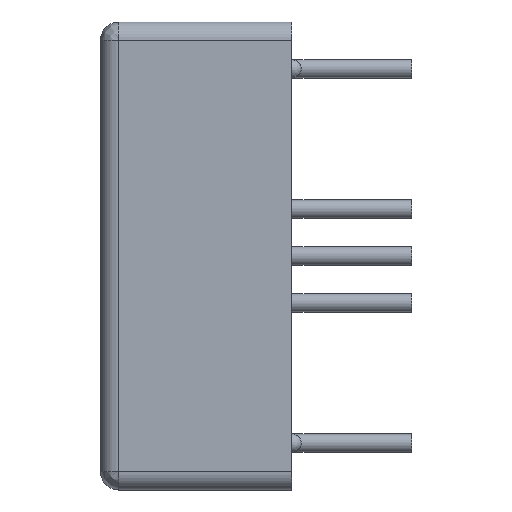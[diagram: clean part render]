
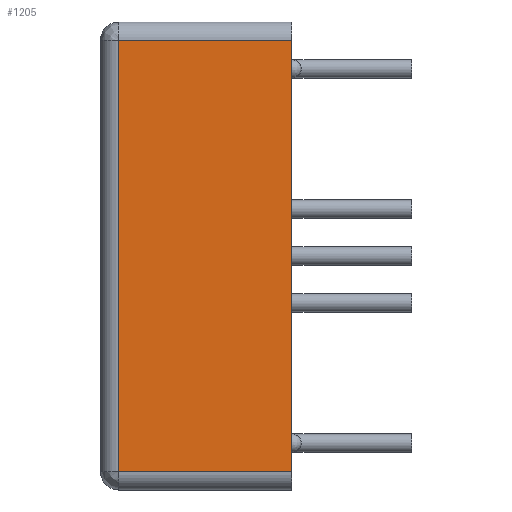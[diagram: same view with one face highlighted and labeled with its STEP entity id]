
A CAD part, left-side view. The second image highlights one B-rep face of the part: STEP entity #1205.
In plain terms, the highlighted planar face has unit normal (-1, 0, 0).
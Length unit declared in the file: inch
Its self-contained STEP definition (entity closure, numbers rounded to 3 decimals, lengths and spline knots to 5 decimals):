
#5 = VERTEX_POINT ( 'NONE', #948 ) ;
#8 = EDGE_CURVE ( 'NONE', #698, #639, #563, .T. ) ;
#118 = EDGE_LOOP ( 'NONE', ( #564, #649, #204, #449 ) ) ;
#122 = LINE ( 'NONE', #576, #583 ) ;
#135 = CARTESIAN_POINT ( 'NONE',  ( 0., 0.37008, 0.96063 ) ) ;
#204 = ORIENTED_EDGE ( 'NONE', *, *, #586, .F. ) ;
#233 = CARTESIAN_POINT ( 'NONE',  ( 0., 0., 0.96063 ) ) ;
#254 = PLANE ( 'NONE',  #663 ) ;
#292 = DIRECTION ( 'NONE',  ( 0., 0., 1. ) ) ;
#293 = LINE ( 'NONE', #480, #765 ) ;
#315 = FACE_OUTER_BOUND ( 'NONE', #118, .T. ) ;
#319 = VECTOR ( 'NONE', #803, 39.37008 ) ;
#356 = DIRECTION ( 'NONE',  ( 0., 0., -1. ) ) ;
#449 = ORIENTED_EDGE ( 'NONE', *, *, #1088, .T. ) ;
#480 = CARTESIAN_POINT ( 'NONE',  ( 0., 0.37008, 0. ) ) ;
#521 = DIRECTION ( 'NONE',  ( 0., 1., 0. ) ) ;
#563 = LINE ( 'NONE', #1050, #319 ) ;
#564 = ORIENTED_EDGE ( 'NONE', *, *, #8, .F. ) ;
#571 = VECTOR ( 'NONE', #521, 39.37008 ) ;
#576 = CARTESIAN_POINT ( 'NONE',  ( 0., 0., 0. ) ) ;
#583 = VECTOR ( 'NONE', #947, 39.37008 ) ;
#586 = EDGE_CURVE ( 'NONE', #5, #898, #860, .T. ) ;
#639 = VERTEX_POINT ( 'NONE', #233 ) ;
#649 = ORIENTED_EDGE ( 'NONE', *, *, #852, .F. ) ;
#663 = AXIS2_PLACEMENT_3D ( 'NONE', #817, #913, #356 ) ;
#698 = VERTEX_POINT ( 'NONE', #135 ) ;
#765 = VECTOR ( 'NONE', #292, 39.37008 ) ;
#782 = CARTESIAN_POINT ( 'NONE',  ( 0., 0.37008, 0.03937 ) ) ;
#803 = DIRECTION ( 'NONE',  ( 0., -1., 0. ) ) ;
#808 = CARTESIAN_POINT ( 'NONE',  ( 0., 0.40945, 0.03937 ) ) ;
#817 = CARTESIAN_POINT ( 'NONE',  ( 0., 0.40945, 0. ) ) ;
#852 = EDGE_CURVE ( 'NONE', #898, #698, #293, .T. ) ;
#860 = LINE ( 'NONE', #808, #571 ) ;
#898 = VERTEX_POINT ( 'NONE', #782 ) ;
#913 = DIRECTION ( 'NONE',  ( 1., 0., 0. ) ) ;
#947 = DIRECTION ( 'NONE',  ( 0., 0., 1. ) ) ;
#948 = CARTESIAN_POINT ( 'NONE',  ( 0., 0., 0.03937 ) ) ;
#1050 = CARTESIAN_POINT ( 'NONE',  ( 0., 0.40945, 0.96063 ) ) ;
#1088 = EDGE_CURVE ( 'NONE', #5, #639, #122, .T. ) ;
#1205 = ADVANCED_FACE ( 'NONE', ( #315 ), #254, .F. ) ;
